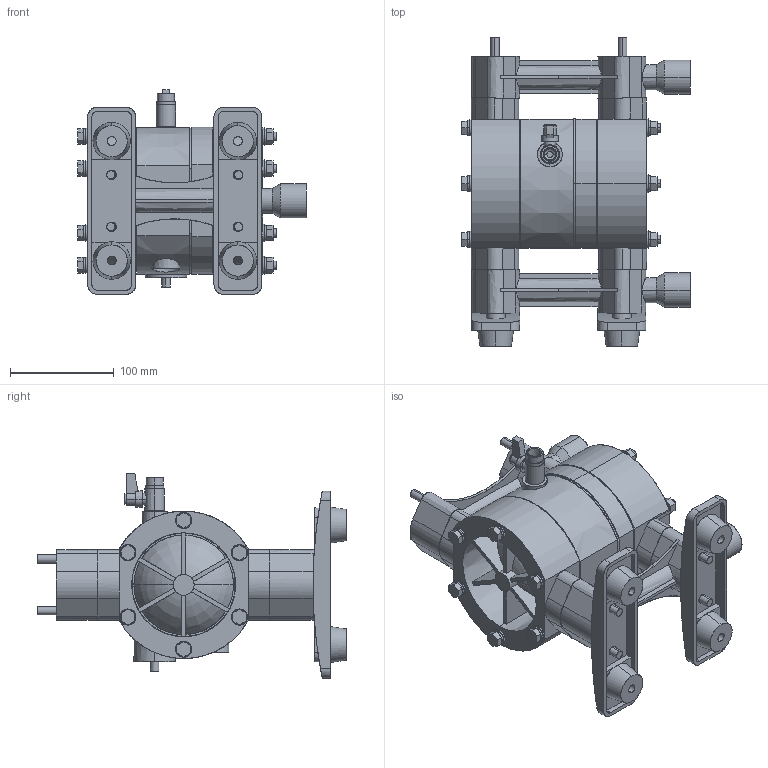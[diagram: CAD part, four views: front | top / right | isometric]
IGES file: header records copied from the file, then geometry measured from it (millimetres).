
Start section: SolidWorks IGES FILE using analytic representation for surfaces
Global section: file name: NDP-15 FP仩 YA.IGS; native system: SolidWorks 2004 by SolidWorks Corporation; preprocessor: Version 5.3; author: user; date: 050810.162458; units: millimetre
Bounding box: 220.35 x 297 x 197 mm (x, y, z)
Surface area: 353786.8 mm2 (no closed solid volume)
Topology: 0 solids, 0 shells, 853 faces, 13743 edges, 13741 vertices
Faces by surface type: bspline 507, revolution 346
